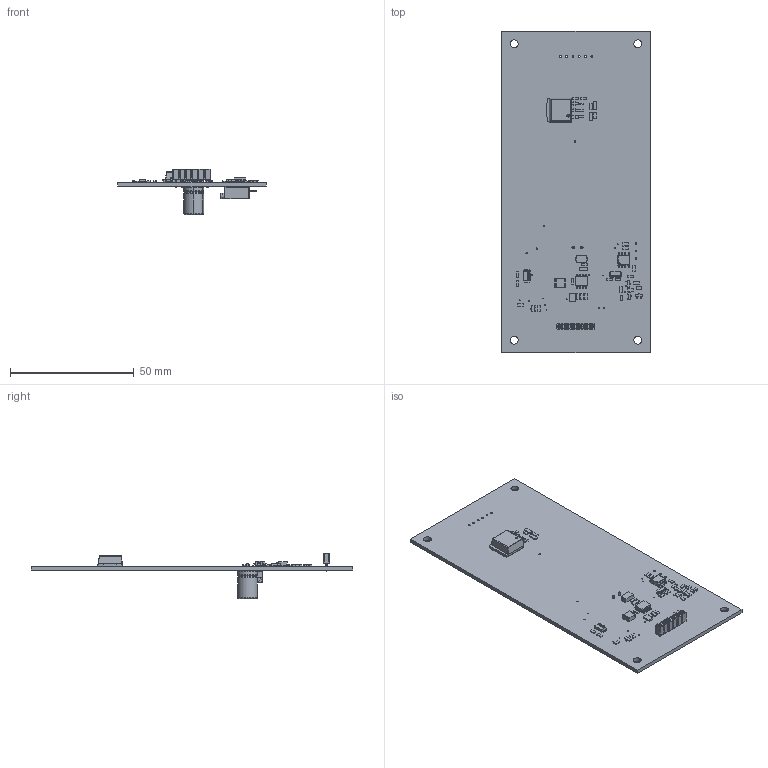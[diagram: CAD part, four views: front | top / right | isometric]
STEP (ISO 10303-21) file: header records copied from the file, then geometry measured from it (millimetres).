
FILE_DESCRIPTION(('PCB Model'),'2;1');
FILE_NAME('carte_onduleur_v2.STEP', '2020-04-09T14:05:40',('xoxox'),('Unspecified'), 'Open CASCADE STEP processor 6.8','Proteus','Unknown');
FILE_SCHEMA(('AUTOMOTIVE_DESIGN { 1 0 10303 214 1 1 1 1 }'));
Length unit declared in the file: millimetre
Products named in the file (123): Open CASCADE STEP translator 6.8 1; Layer_1; REG; Open CASCADE STEP translator 6.8 1.2.1; Body_1; Pin_1; Pin_2; Pin_3; Pin_4; Pin_5; Pin_6; Pin_7; Pin_8; Pin_9; C_BOOT; Open CASCADE STEP translator 6.8 1.3.1; C_IN1; Open CASCADE STEP translator 6.8 1.4.1; C_IN3; C_IN3V3_1; Open CASCADE STEP translator 6.8 1.6.1; C_IN3V3_2; C_OUT1; Open CASCADE STEP translator 6.8 1.8.1; C_OUT3V3_1; D_3V; D_5V; D_BAT; L_REG; Open CASCADE STEP translator 6.8 1.13.1; R_LED_3V3; Open CASCADE STEP translator 6.8 1.14.1; R_LED_5V; R_LED_BAT; LDO; Open CASCADE STEP translator 6.8 1.17.1; =>[0:1:1:3]; =>[0:1:1:4]; =>[0:1:1:5]; =>[0:1:1:6] ...
Assembly tree (148 placements, depth 5):
  Open CASCADE STEP translator 6.8 1
    Layer_1
    REG
      Open CASCADE STEP translator 6.8 1.2.1
        Body_1
        Pin_1
        Pin_2
        Pin_3
        Pin_4
        Pin_5
        Pin_6
        Pin_7
        Pin_8
        Pin_9
    C_BOOT
      Open CASCADE STEP translator 6.8 1.3.1
        Body_1
        Pin_1
        Pin_2
    C_IN1
      Open CASCADE STEP translator 6.8 1.4.1
        Body_1
    C_IN3
      Open CASCADE STEP translator 6.8 1.3.1
        Body_1
        Pin_1
        Pin_2
    C_IN3V3_1
      Open CASCADE STEP translator 6.8 1.6.1
        Body_1
        Pin_1
        Pin_2
    C_IN3V3_2
      Open CASCADE STEP translator 6.8 1.3.1
        Body_1
        Pin_1
        Pin_2
    C_OUT1
      Open CASCADE STEP translator 6.8 1.8.1
        Body_1
        Pin_1
        Pin_2
    C_OUT3V3_1
      Open CASCADE STEP translator 6.8 1.3.1
        Body_1
        Pin_1
        Pin_2
    D_3V
      Open CASCADE STEP translator 6.8 1.3.1
        Body_1
        Pin_1
        Pin_2
    D_5V
      Open CASCADE STEP translator 6.8 1.3.1
        Body_1
        Pin_1
        Pin_2
    D_BAT
      Open CASCADE STEP translator 6.8 1.3.1
        Body_1
Bounding box: 60 x 130 x 18.32 mm (x, y, z)
Volume: 14135.2 mm3; surface area: 18901.2 mm2
Topology: 147 solids, 147 shells, 2174 faces, 5314 edges, 3448 vertices
Faces by surface type: plane 1372, cylinder 433, bspline 207, cone 120, torus 36, sphere 6
Entity records: 49376 total; most frequent: CARTESIAN_POINT 10966, ORIENTED_EDGE 6244, DIRECTION 5690, EDGE_CURVE 3122, VERTEX_POINT 2004, AXIS2_PLACEMENT_3D 1996, LINE 1698, VECTOR 1698
